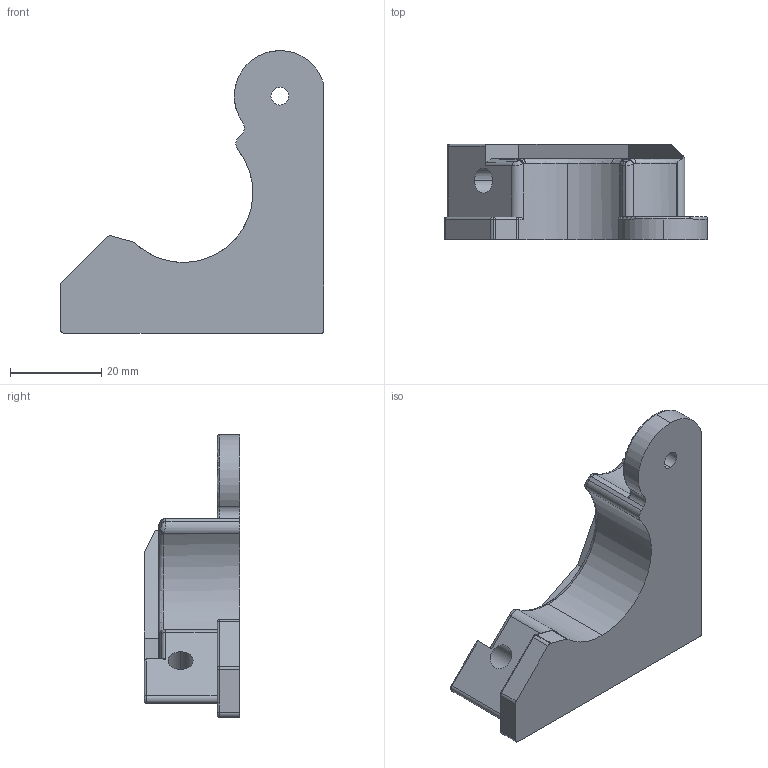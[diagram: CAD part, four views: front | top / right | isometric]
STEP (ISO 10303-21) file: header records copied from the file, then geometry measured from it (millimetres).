
FILE_DESCRIPTION (( 'STEP AP214' ), '1' );
FILE_NAME ('Upper_Syringe_Holder_Part-1.STEP', '2024-06-20T07:58:42', ( '' ), ( '' ), 'SwSTEP 2.0', 'SolidWorks 2024', '' );
FILE_SCHEMA (( 'AUTOMOTIVE_DESIGN' ));
Length unit declared in the file: millimetre
Products named in the file (1): Upper_Syringe_Holder_Part-1_oben
Bounding box: 57.85 x 21 x 62.06 mm (x, y, z)
Volume: 21847.3 mm3; surface area: 7965.8 mm2
Topology: 1 solids, 1 shells, 94 faces, 233 edges, 144 vertices
Faces by surface type: cylinder 43, plane 29, torus 12, bspline 9, sphere 1
Entity records: 2940 total; most frequent: CARTESIAN_POINT 704, DIRECTION 475, ORIENTED_EDGE 464, EDGE_CURVE 232, AXIS2_PLACEMENT_3D 185, VERTEX_POINT 144, LINE 105, VECTOR 105
